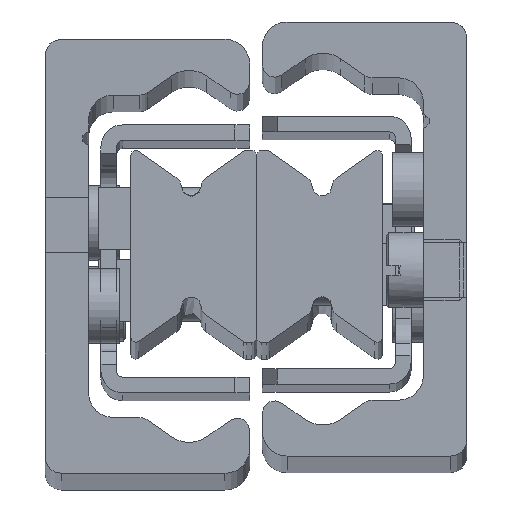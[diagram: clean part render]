
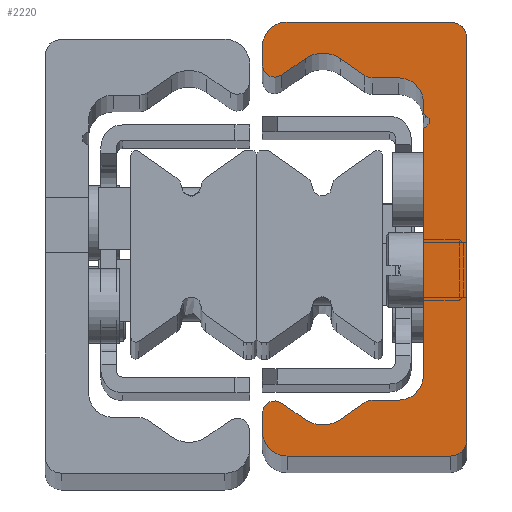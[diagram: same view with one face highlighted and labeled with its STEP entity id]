
A CAD part, top view. The second image highlights one B-rep face of the part: STEP entity #2220.
In plain terms, the highlighted face is planar.
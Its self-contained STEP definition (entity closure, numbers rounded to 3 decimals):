
#1219=CARTESIAN_POINT('',(-0.001,1.3,0.0));
#1220=VERTEX_POINT('',#1219);
#1227=CARTESIAN_POINT('',(1.299,0.,0.0));
#1228=VERTEX_POINT('',#1227);
#1229=CARTESIAN_POINT('',(1.299,1.3,0.0));
#1230=DIRECTION('',(0.0,0.0,1.0));
#1231=DIRECTION('',(-1.0,0.0,0.0));
#1232=AXIS2_PLACEMENT_3D('',#1229,#1230,#1231);
#1233=CIRCLE('',#1232,1.3);
#1234=EDGE_CURVE('',#1220,#1228,#1233,.T.);
#1258=CARTESIAN_POINT('',(-0.001,33.7,0.0));
#1259=VERTEX_POINT('',#1258);
#1266=CARTESIAN_POINT('',(-0.001,33.7,0.0));
#1267=DIRECTION('',(0.0,-1.0,0.0));
#1268=VECTOR('',#1267,32.4);
#1269=LINE('',#1266,#1268);
#1270=EDGE_CURVE('',#1259,#1220,#1269,.T.);
#1332=CARTESIAN_POINT('',(1.299,35.0,0.0));
#1333=VERTEX_POINT('',#1332);
#1340=CARTESIAN_POINT('',(1.299,33.7,0.0));
#1341=DIRECTION('',(0.0,0.0,1.0));
#1342=DIRECTION('',(0.0,1.0,0.0));
#1343=AXIS2_PLACEMENT_3D('',#1340,#1341,#1342);
#1344=CIRCLE('',#1343,1.3);
#1345=EDGE_CURVE('',#1333,#1259,#1344,.T.);
#1364=CARTESIAN_POINT('',(14.499,35.0,0.0));
#1365=VERTEX_POINT('',#1364);
#1372=CARTESIAN_POINT('',(14.499,35.0,0.0));
#1373=DIRECTION('',(-1.0,0.0,0.0));
#1374=VECTOR('',#1373,13.2);
#1375=LINE('',#1372,#1374);
#1376=EDGE_CURVE('',#1365,#1333,#1375,.T.);
#1396=CARTESIAN_POINT('',(16.499,33.0,0.0));
#1397=VERTEX_POINT('',#1396);
#1404=CARTESIAN_POINT('',(14.499,33.0,0.0));
#1405=DIRECTION('',(0.0,0.0,1.0));
#1406=DIRECTION('',(1.0,0.0,0.0));
#1407=AXIS2_PLACEMENT_3D('',#1404,#1405,#1406);
#1408=CIRCLE('',#1407,2.0);
#1409=EDGE_CURVE('',#1397,#1365,#1408,.T.);
#1428=CARTESIAN_POINT('',(16.499,31.542,0.0));
#1429=VERTEX_POINT('',#1428);
#1436=CARTESIAN_POINT('',(16.499,31.542,0.0));
#1437=DIRECTION('',(0.0,1.0,0.0));
#1438=VECTOR('',#1437,1.458);
#1439=LINE('',#1436,#1438);
#1440=EDGE_CURVE('',#1429,#1397,#1439,.T.);
#1460=CARTESIAN_POINT('',(14.926,30.723,0.0));
#1461=VERTEX_POINT('',#1460);
#1468=CARTESIAN_POINT('',(15.499,31.542,0.0));
#1469=DIRECTION('',(0.0,0.0,1.0));
#1470=DIRECTION('',(-0.574,-0.819,0.0));
#1471=AXIS2_PLACEMENT_3D('',#1468,#1469,#1470);
#1472=CIRCLE('',#1471,1.);
#1473=EDGE_CURVE('',#1461,#1429,#1472,.T.);
#1492=CARTESIAN_POINT('',(13.033,32.048,0.0));
#1493=VERTEX_POINT('',#1492);
#1500=CARTESIAN_POINT('',(13.033,32.048,0.0));
#1501=DIRECTION('',(0.819,-0.574,0.0));
#1502=VECTOR('',#1501,2.31);
#1503=LINE('',#1500,#1502);
#1504=EDGE_CURVE('',#1493,#1461,#1503,.T.);
#1524=CARTESIAN_POINT('',(10.165,32.048,0.0));
#1525=VERTEX_POINT('',#1524);
#1532=CARTESIAN_POINT('',(11.599,30.0,0.0));
#1533=DIRECTION('',(0.0,0.0,-1.));
#1534=DIRECTION('',(-0.574,-0.819,0.0));
#1535=AXIS2_PLACEMENT_3D('',#1532,#1533,#1534);
#1536=CIRCLE('',#1535,2.5);
#1537=EDGE_CURVE('',#1525,#1493,#1536,.T.);
#1556=CARTESIAN_POINT('',(8.213,30.681,0.0));
#1557=VERTEX_POINT('',#1556);
#1564=CARTESIAN_POINT('',(8.213,30.681,0.0));
#1565=DIRECTION('',(0.819,0.574,0.0));
#1566=VECTOR('',#1565,2.383);
#1567=LINE('',#1564,#1566);
#1568=EDGE_CURVE('',#1557,#1525,#1567,.T.);
#1588=CARTESIAN_POINT('',(7.64,30.5,0.0));
#1589=VERTEX_POINT('',#1588);
#1596=CARTESIAN_POINT('',(7.64,31.5,0.0));
#1597=DIRECTION('',(0.0,0.0,1.0));
#1598=DIRECTION('',(0.0,-1.0,0.0));
#1599=AXIS2_PLACEMENT_3D('',#1596,#1597,#1598);
#1600=CIRCLE('',#1599,1.);
#1601=EDGE_CURVE('',#1589,#1557,#1600,.T.);
#1620=CARTESIAN_POINT('',(5.499,30.5,0.0));
#1621=VERTEX_POINT('',#1620);
#1628=CARTESIAN_POINT('',(5.499,30.5,0.0));
#1629=DIRECTION('',(1.0,0.0,0.0));
#1630=VECTOR('',#1629,2.14);
#1631=LINE('',#1628,#1630);
#1632=EDGE_CURVE('',#1621,#1589,#1631,.T.);
#1652=CARTESIAN_POINT('',(3.499,28.5,0.0));
#1653=VERTEX_POINT('',#1652);
#1660=CARTESIAN_POINT('',(5.499,28.5,0.0));
#1661=DIRECTION('',(0.0,0.0,-1.0));
#1662=DIRECTION('',(0.0,-1.0,0.0));
#1663=AXIS2_PLACEMENT_3D('',#1660,#1661,#1662);
#1664=CIRCLE('',#1663,2.0);
#1665=EDGE_CURVE('',#1653,#1621,#1664,.T.);
#1684=CARTESIAN_POINT('',(3.499,27.671,0.0));
#1685=VERTEX_POINT('',#1684);
#1692=CARTESIAN_POINT('',(3.499,27.671,0.0));
#1693=DIRECTION('',(0.0,1.0,0.0));
#1694=VECTOR('',#1693,0.829);
#1695=LINE('',#1692,#1694);
#1696=EDGE_CURVE('',#1685,#1653,#1695,.T.);
#1716=CARTESIAN_POINT('',(3.357,27.479,0.0));
#1717=VERTEX_POINT('',#1716);
#1724=CARTESIAN_POINT('',(3.299,27.671,0.0));
#1725=DIRECTION('',(0.0,0.0,1.0));
#1726=DIRECTION('',(0.286,-0.958,0.0));
#1727=AXIS2_PLACEMENT_3D('',#1724,#1725,#1726);
#1728=CIRCLE('',#1727,0.2);
#1729=EDGE_CURVE('',#1717,#1685,#1728,.T.);
#1749=CARTESIAN_POINT('',(3.357,26.521,0.0));
#1750=VERTEX_POINT('',#1749);
#1757=CARTESIAN_POINT('',(3.499,27.0,0.0));
#1758=DIRECTION('',(0.0,0.0,-1.));
#1759=DIRECTION('',(0.286,-0.958,0.0));
#1760=AXIS2_PLACEMENT_3D('',#1757,#1758,#1759);
#1761=CIRCLE('',#1760,0.5);
#1762=EDGE_CURVE('',#1750,#1717,#1761,.T.);
#1782=CARTESIAN_POINT('',(3.499,26.329,0.0));
#1783=VERTEX_POINT('',#1782);
#1790=CARTESIAN_POINT('',(3.299,26.329,0.0));
#1791=DIRECTION('',(0.0,0.0,1.0));
#1792=DIRECTION('',(1.0,0.0,0.0));
#1793=AXIS2_PLACEMENT_3D('',#1790,#1791,#1792);
#1794=CIRCLE('',#1793,0.2);
#1795=EDGE_CURVE('',#1783,#1750,#1794,.T.);
#1814=CARTESIAN_POINT('',(3.499,6.5,0.0));
#1815=VERTEX_POINT('',#1814);
#1822=CARTESIAN_POINT('',(3.499,6.5,0.0));
#1823=DIRECTION('',(0.0,1.0,0.0));
#1824=VECTOR('',#1823,19.829);
#1825=LINE('',#1822,#1824);
#1826=EDGE_CURVE('',#1815,#1783,#1825,.T.);
#1888=CARTESIAN_POINT('',(5.499,4.5,0.0));
#1889=VERTEX_POINT('',#1888);
#1896=CARTESIAN_POINT('',(5.499,6.5,0.0));
#1897=DIRECTION('',(0.0,0.0,-1.0));
#1898=DIRECTION('',(1.0,0.0,0.0));
#1899=AXIS2_PLACEMENT_3D('',#1896,#1897,#1898);
#1900=CIRCLE('',#1899,2.0);
#1901=EDGE_CURVE('',#1889,#1815,#1900,.T.);
#1920=CARTESIAN_POINT('',(7.64,4.5,0.0));
#1921=VERTEX_POINT('',#1920);
#1928=CARTESIAN_POINT('',(7.64,4.5,0.0));
#1929=DIRECTION('',(-1.0,0.0,0.0));
#1930=VECTOR('',#1929,2.14);
#1931=LINE('',#1928,#1930);
#1932=EDGE_CURVE('',#1921,#1889,#1931,.T.);
#1952=CARTESIAN_POINT('',(8.213,4.319,0.0));
#1953=VERTEX_POINT('',#1952);
#1960=CARTESIAN_POINT('',(7.64,3.5,0.0));
#1961=DIRECTION('',(0.0,0.0,1.0));
#1962=DIRECTION('',(0.574,0.819,0.0));
#1963=AXIS2_PLACEMENT_3D('',#1960,#1961,#1962);
#1964=CIRCLE('',#1963,1.);
#1965=EDGE_CURVE('',#1953,#1921,#1964,.T.);
#1984=CARTESIAN_POINT('',(10.165,2.952,0.0));
#1985=VERTEX_POINT('',#1984);
#1992=CARTESIAN_POINT('',(10.165,2.952,0.0));
#1993=DIRECTION('',(-0.819,0.574,0.0));
#1994=VECTOR('',#1993,2.383);
#1995=LINE('',#1992,#1994);
#1996=EDGE_CURVE('',#1985,#1953,#1995,.T.);
#2016=CARTESIAN_POINT('',(13.033,2.952,0.0));
#2017=VERTEX_POINT('',#2016);
#2024=CARTESIAN_POINT('',(11.599,5.,0.0));
#2025=DIRECTION('',(0.0,0.0,-1.));
#2026=DIRECTION('',(0.574,0.819,0.0));
#2027=AXIS2_PLACEMENT_3D('',#2024,#2025,#2026);
#2028=CIRCLE('',#2027,2.5);
#2029=EDGE_CURVE('',#2017,#1985,#2028,.T.);
#2048=CARTESIAN_POINT('',(14.926,4.277,0.0));
#2049=VERTEX_POINT('',#2048);
#2056=CARTESIAN_POINT('',(14.926,4.277,0.0));
#2057=DIRECTION('',(-0.819,-0.574,0.0));
#2058=VECTOR('',#2057,2.31);
#2059=LINE('',#2056,#2058);
#2060=EDGE_CURVE('',#2049,#2017,#2059,.T.);
#2080=CARTESIAN_POINT('',(16.499,3.458,0.0));
#2081=VERTEX_POINT('',#2080);
#2088=CARTESIAN_POINT('',(15.499,3.458,0.0));
#2089=DIRECTION('',(0.0,0.0,1.0));
#2090=DIRECTION('',(1.0,0.0,0.0));
#2091=AXIS2_PLACEMENT_3D('',#2088,#2089,#2090);
#2092=CIRCLE('',#2091,1.);
#2093=EDGE_CURVE('',#2081,#2049,#2092,.T.);
#2112=CARTESIAN_POINT('',(16.499,2.,0.0));
#2113=VERTEX_POINT('',#2112);
#2120=CARTESIAN_POINT('',(16.499,2.,0.0));
#2121=DIRECTION('',(0.0,1.0,0.0));
#2122=VECTOR('',#2121,1.458);
#2123=LINE('',#2120,#2122);
#2124=EDGE_CURVE('',#2113,#2081,#2123,.T.);
#2144=CARTESIAN_POINT('',(14.499,0.,0.0));
#2145=VERTEX_POINT('',#2144);
#2152=CARTESIAN_POINT('',(14.499,2.,0.0));
#2153=DIRECTION('',(0.0,0.0,1.0));
#2154=DIRECTION('',(0.0,-1.0,0.0));
#2155=AXIS2_PLACEMENT_3D('',#2152,#2153,#2154);
#2156=CIRCLE('',#2155,2.0);
#2157=EDGE_CURVE('',#2145,#2113,#2156,.T.);
#2175=CARTESIAN_POINT('',(1.299,0.,0.0));
#2176=DIRECTION('',(1.0,0.0,0.0));
#2177=VECTOR('',#2176,13.2);
#2178=LINE('',#2175,#2177);
#2179=EDGE_CURVE('',#1228,#2145,#2178,.T.);
#2185=CARTESIAN_POINT('',(5.933,17.534,0.0));
#2186=DIRECTION('',(0.0,0.0,1.0));
#2187=DIRECTION('',(1.0,0.0,0.0));
#2188=AXIS2_PLACEMENT_3D('',#2185,#2186,#2187);
#2189=PLANE('',#2188);
#2190=ORIENTED_EDGE('',*,*,#2179,.F.);
#2191=ORIENTED_EDGE('',*,*,#1234,.F.);
#2192=ORIENTED_EDGE('',*,*,#1270,.F.);
#2193=ORIENTED_EDGE('',*,*,#1345,.F.);
#2194=ORIENTED_EDGE('',*,*,#1376,.F.);
#2195=ORIENTED_EDGE('',*,*,#1409,.F.);
#2196=ORIENTED_EDGE('',*,*,#1440,.F.);
#2197=ORIENTED_EDGE('',*,*,#1473,.F.);
#2198=ORIENTED_EDGE('',*,*,#1504,.F.);
#2199=ORIENTED_EDGE('',*,*,#1537,.F.);
#2200=ORIENTED_EDGE('',*,*,#1568,.F.);
#2201=ORIENTED_EDGE('',*,*,#1601,.F.);
#2202=ORIENTED_EDGE('',*,*,#1632,.F.);
#2203=ORIENTED_EDGE('',*,*,#1665,.F.);
#2204=ORIENTED_EDGE('',*,*,#1696,.F.);
#2205=ORIENTED_EDGE('',*,*,#1729,.F.);
#2206=ORIENTED_EDGE('',*,*,#1762,.F.);
#2207=ORIENTED_EDGE('',*,*,#1795,.F.);
#2208=ORIENTED_EDGE('',*,*,#1826,.F.);
#2209=ORIENTED_EDGE('',*,*,#1901,.F.);
#2210=ORIENTED_EDGE('',*,*,#1932,.F.);
#2211=ORIENTED_EDGE('',*,*,#1965,.F.);
#2212=ORIENTED_EDGE('',*,*,#1996,.F.);
#2213=ORIENTED_EDGE('',*,*,#2029,.F.);
#2214=ORIENTED_EDGE('',*,*,#2060,.F.);
#2215=ORIENTED_EDGE('',*,*,#2093,.F.);
#2216=ORIENTED_EDGE('',*,*,#2124,.F.);
#2217=ORIENTED_EDGE('',*,*,#2157,.F.);
#2218=EDGE_LOOP('',(#2190,#2191,#2192,#2193,#2194,#2195,#2196,#2197,#2198,#2199,#2200,#2201,#2202,#2203,#2204,#2205,#2206,#2207,#2208,#2209,#2210,#2211,#2212,#2213,#2214,#2215,#2216,#2217));
#2219=FACE_OUTER_BOUND('',#2218,.T.);
#2220=ADVANCED_FACE('',(#2219),#2189,.F.);
